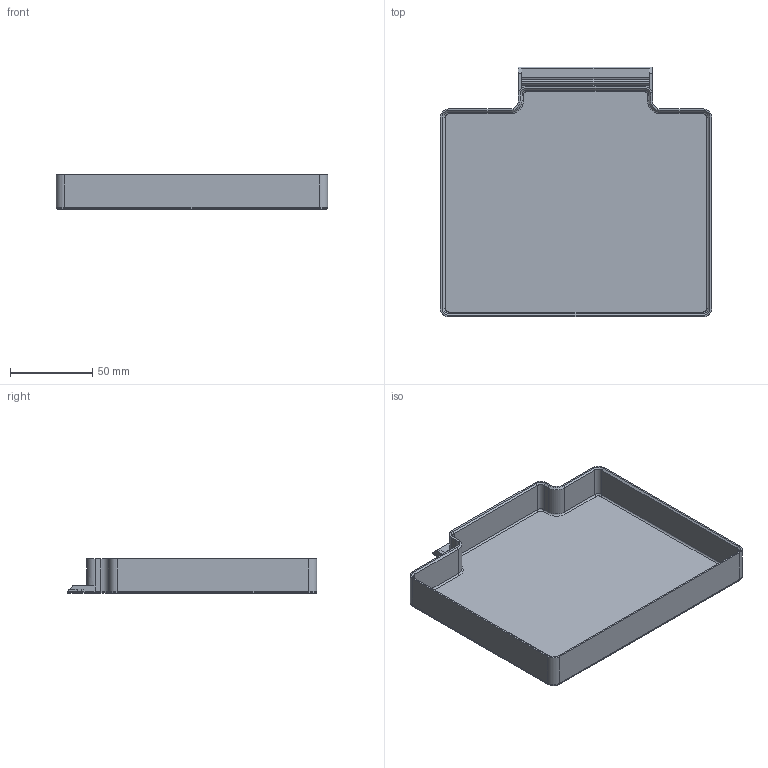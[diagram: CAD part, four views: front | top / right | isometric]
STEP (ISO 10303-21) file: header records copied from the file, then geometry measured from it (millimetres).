
FILE_DESCRIPTION(('FreeCAD Model'),'2;1');
FILE_NAME('Open CASCADE Shape Model','2025-09-13T17:50:23',(''),(''), 'Open CASCADE STEP processor 7.8','FreeCAD','Unknown');
FILE_SCHEMA(('AUTOMOTIVE_DESIGN { 1 0 10303 214 1 1 1 1 }'));
Length unit declared in the file: millimetre
Products named in the file (1): bucket_Trident-300
Bounding box: 165 x 152 x 21 mm (x, y, z)
Volume: 46968.6 mm3; surface area: 69504.8 mm2
Topology: 1 solids, 1 shells, 132 faces, 315 edges, 186 vertices
Faces by surface type: plane 76, cylinder 34, cone 14, torus 8
Entity records: 7928 total; most frequent: CARTESIAN_POINT 1420, DIRECTION 1275, LINE 805, VECTOR 805, ORIENTED_EDGE 630, PCURVE 630, DEFINITIONAL_REPRESENTATION 630, EDGE_CURVE 315
